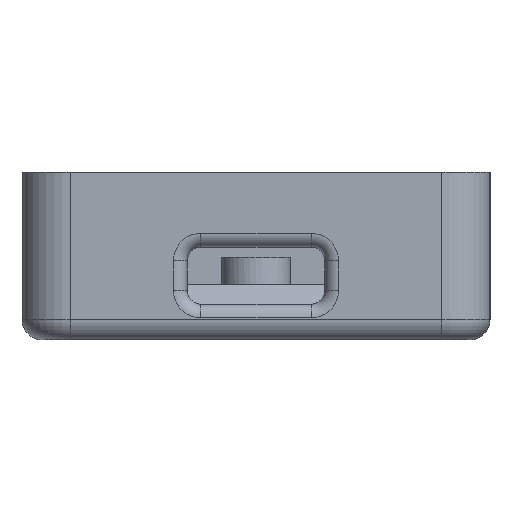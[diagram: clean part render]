
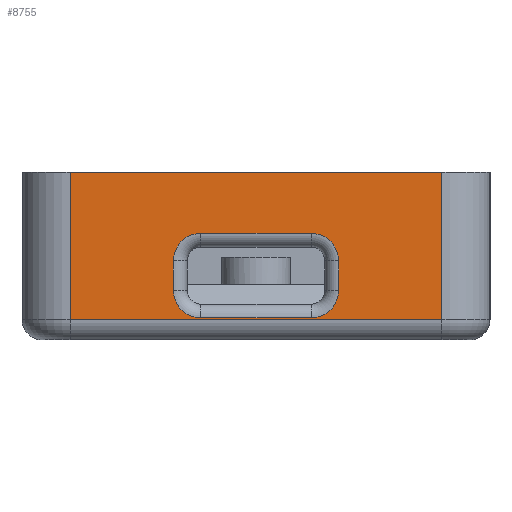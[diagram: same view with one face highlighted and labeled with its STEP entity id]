
A CAD part, left-side view. The second image highlights one B-rep face of the part: STEP entity #8755.
In plain terms, the highlighted planar face has unit normal (-1, 0, 0).
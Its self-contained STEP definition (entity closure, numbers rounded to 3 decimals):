
#926=FACE_BOUND('',#3330,.T.);
#1324=LINE('',#13056,#2074);
#1326=LINE('',#13068,#2076);
#1328=LINE('',#13080,#2078);
#1329=LINE('',#13088,#2079);
#1338=LINE('',#13111,#2088);
#1339=LINE('',#13113,#2089);
#1340=LINE('',#13115,#2090);
#1341=LINE('',#13116,#2091);
#2074=VECTOR('',#10732,10.);
#2076=VECTOR('',#10746,10.);
#2078=VECTOR('',#10760,10.);
#2079=VECTOR('',#10771,10.);
#2088=VECTOR('',#10794,10.);
#2089=VECTOR('',#10795,10.);
#2090=VECTOR('',#10796,10.);
#2091=VECTOR('',#10797,10.);
#2546=PLANE('',#9394);
#2817=FACE_OUTER_BOUND('',#3329,.T.);
#3329=EDGE_LOOP('',(#6896,#6897,#6898,#6899));
#3330=EDGE_LOOP('',(#6900,#6901,#6902,#6903,#6904,#6905,#6906,#6907));
#3807=CIRCLE('',#9366,2.);
#3813=CIRCLE('',#9374,2.);
#3817=CIRCLE('',#9380,2.);
#3821=CIRCLE('',#9386,2.);
#4337=VERTEX_POINT('',#13044);
#4338=VERTEX_POINT('',#13046);
#4340=VERTEX_POINT('',#13052);
#4342=VERTEX_POINT('',#13058);
#4344=VERTEX_POINT('',#13064);
#4346=VERTEX_POINT('',#13070);
#4348=VERTEX_POINT('',#13076);
#4350=VERTEX_POINT('',#13082);
#4357=VERTEX_POINT('',#13109);
#4358=VERTEX_POINT('',#13110);
#4359=VERTEX_POINT('',#13112);
#4360=VERTEX_POINT('',#13114);
#5291=EDGE_CURVE('',#4337,#4338,#3807,.T.);
#5296=EDGE_CURVE('',#4338,#4340,#1324,.T.);
#5299=EDGE_CURVE('',#4340,#4342,#3813,.T.);
#5302=EDGE_CURVE('',#4342,#4344,#1326,.T.);
#5305=EDGE_CURVE('',#4344,#4346,#3817,.T.);
#5308=EDGE_CURVE('',#4346,#4348,#1328,.T.);
#5311=EDGE_CURVE('',#4348,#4350,#3821,.T.);
#5312=EDGE_CURVE('',#4350,#4337,#1329,.T.);
#5323=EDGE_CURVE('',#4357,#4358,#1338,.T.);
#5324=EDGE_CURVE('',#4357,#4359,#1339,.T.);
#5325=EDGE_CURVE('',#4360,#4359,#1340,.T.);
#5326=EDGE_CURVE('',#4358,#4360,#1341,.T.);
#6896=ORIENTED_EDGE('',*,*,#5323,.F.);
#6897=ORIENTED_EDGE('',*,*,#5324,.T.);
#6898=ORIENTED_EDGE('',*,*,#5325,.F.);
#6899=ORIENTED_EDGE('',*,*,#5326,.F.);
#6900=ORIENTED_EDGE('',*,*,#5291,.F.);
#6901=ORIENTED_EDGE('',*,*,#5312,.F.);
#6902=ORIENTED_EDGE('',*,*,#5311,.F.);
#6903=ORIENTED_EDGE('',*,*,#5308,.F.);
#6904=ORIENTED_EDGE('',*,*,#5305,.F.);
#6905=ORIENTED_EDGE('',*,*,#5302,.F.);
#6906=ORIENTED_EDGE('',*,*,#5299,.F.);
#6907=ORIENTED_EDGE('',*,*,#5296,.F.);
#8755=ADVANCED_FACE('',(#2817,#926),#2546,.T.);
#9366=AXIS2_PLACEMENT_3D('',#13047,#10721,#10722);
#9374=AXIS2_PLACEMENT_3D('',#13062,#10739,#10740);
#9380=AXIS2_PLACEMENT_3D('',#13074,#10753,#10754);
#9386=AXIS2_PLACEMENT_3D('',#13086,#10767,#10768);
#9394=AXIS2_PLACEMENT_3D('',#13108,#10792,#10793);
#10721=DIRECTION('center_axis',(-1.,0.,0.));
#10722=DIRECTION('ref_axis',(0.,0.707,0.707));
#10732=DIRECTION('',(0.,0.,-1.));
#10739=DIRECTION('center_axis',(-1.,0.,0.));
#10740=DIRECTION('ref_axis',(0.,0.707,-0.707));
#10746=DIRECTION('',(0.,-1.,0.));
#10753=DIRECTION('center_axis',(-1.,0.,0.));
#10754=DIRECTION('ref_axis',(0.,-0.707,-0.707));
#10760=DIRECTION('',(0.,0.,1.));
#10767=DIRECTION('center_axis',(-1.,0.,0.));
#10768=DIRECTION('ref_axis',(0.,-0.707,0.707));
#10771=DIRECTION('',(0.,1.,0.));
#10792=DIRECTION('center_axis',(-1.,0.,0.));
#10793=DIRECTION('ref_axis',(0.,-1.,0.));
#10794=DIRECTION('',(0.,1.,0.));
#10795=DIRECTION('',(0.,0.,1.));
#10796=DIRECTION('',(0.,-1.,0.));
#10797=DIRECTION('',(0.,0.,1.));
#13044=CARTESIAN_POINT('',(-83.,4.,7.75));
#13046=CARTESIAN_POINT('',(-83.,6.,5.75));
#13047=CARTESIAN_POINT('Origin',(-83.,4.,5.75));
#13052=CARTESIAN_POINT('',(-83.,6.,3.6));
#13056=CARTESIAN_POINT('',(-83.,6.,0.));
#13058=CARTESIAN_POINT('',(-83.,4.,1.6));
#13062=CARTESIAN_POINT('Origin',(-83.,4.,3.6));
#13064=CARTESIAN_POINT('',(-83.,-4.,1.6));
#13068=CARTESIAN_POINT('',(-83.,-2.5,1.6));
#13070=CARTESIAN_POINT('',(-83.,-6.,3.6));
#13074=CARTESIAN_POINT('Origin',(-83.,-4.,3.6));
#13076=CARTESIAN_POINT('',(-83.,-6.,5.75));
#13080=CARTESIAN_POINT('',(-83.,-6.,0.));
#13082=CARTESIAN_POINT('',(-83.,-4.,7.75));
#13086=CARTESIAN_POINT('Origin',(-83.,-4.,5.75));
#13088=CARTESIAN_POINT('',(-83.,-2.5,7.75));
#13108=CARTESIAN_POINT('Origin',(-83.,-5.,0.));
#13109=CARTESIAN_POINT('',(-83.,-13.5,1.5));
#13110=CARTESIAN_POINT('',(-83.,13.5,1.5));
#13111=CARTESIAN_POINT('',(-83.,-2.5,1.5));
#13112=CARTESIAN_POINT('',(-83.,-13.5,12.2));
#13113=CARTESIAN_POINT('',(-83.,-13.5,0.));
#13114=CARTESIAN_POINT('',(-83.,13.5,12.2));
#13115=CARTESIAN_POINT('',(-83.,13.5,12.2));
#13116=CARTESIAN_POINT('',(-83.,13.5,0.));
